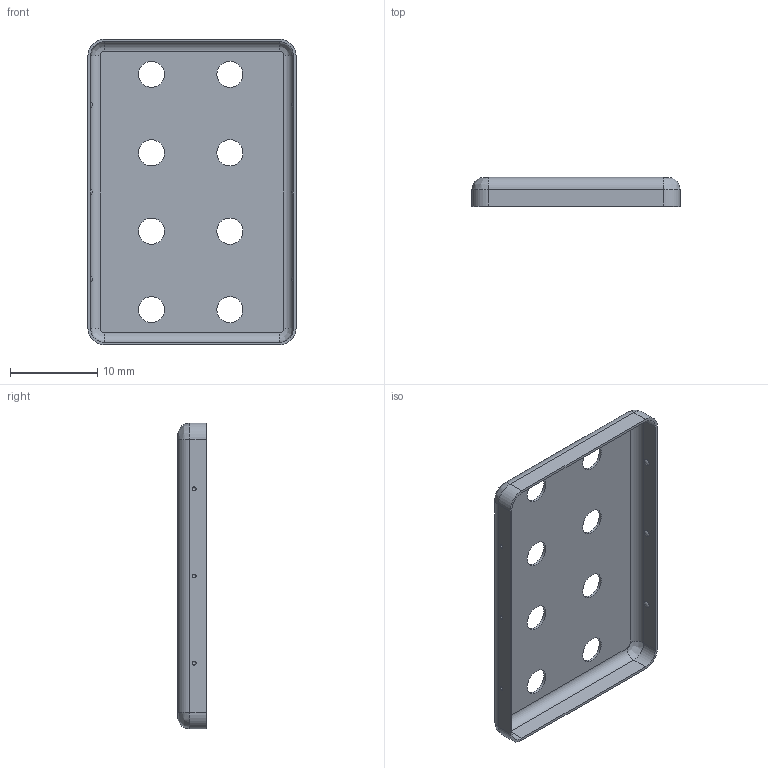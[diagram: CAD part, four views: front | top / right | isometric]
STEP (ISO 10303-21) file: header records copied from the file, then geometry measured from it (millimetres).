
FILE_DESCRIPTION( ( 'Unknown' ), '1' );
FILE_NAME( '3672345.stp', 'Unknown', ( 'Unknown' ), ( 'Unknown' ), 'PSStep 21.0.46', 'Unknown', ' ' );
FILE_SCHEMA( ( 'AUTOMOTIVE_DESIGN { 1 0 10303 214 1 1 1 1 }' ) );
Length unit declared in the file: millimetre
Products named in the file (1): MS345-10C
Bounding box: 23.9 x 3.3 x 35.1 mm (x, y, z)
Volume: 317.9 mm3; surface area: 2176 mm2
Topology: 1 solids, 1 shells, 55 faces, 124 edges, 84 vertices
Faces by surface type: cylinder 24, sphere 12, plane 11, bspline 8
Full cylindrical faces by diameter (mm): 3 x8
Entity records: 2042 total; most frequent: CARTESIAN_POINT 360, DIRECTION 272, ORIENTED_EDGE 216, AXIS2_PLACEMENT_3D 116, EDGE_CURVE 108, EDGE_LOOP 92, VERTEX_POINT 76, CIRCLE 68
